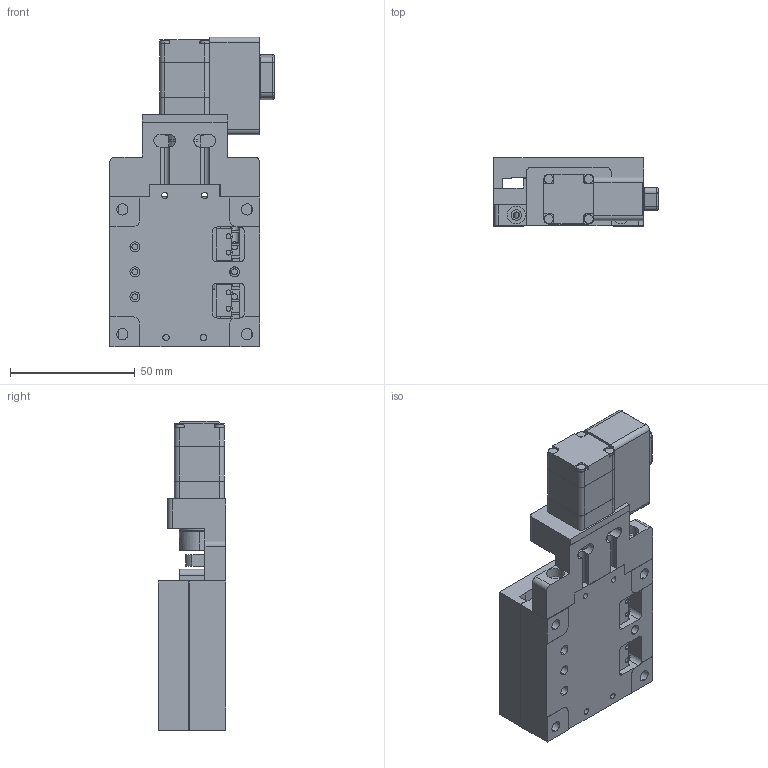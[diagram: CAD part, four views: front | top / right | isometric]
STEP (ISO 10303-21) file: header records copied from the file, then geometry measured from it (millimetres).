
FILE_DESCRIPTION (( 'STEP AP214' ), '1' );
FILE_NAME ('08MLS-025M.STEP', '2018-03-27T01:50:04', ( '' ), ( '' ), 'SwSTEP 2.0', 'SolidWorks 2016', '' );
FILE_SCHEMA (( 'AUTOMOTIVE_DESIGN' ));
Length unit declared in the file: millimetre
Products named in the file (1): 08MLS-025M
Bounding box: 65.83 x 27.2 x 124 mm (x, y, z)
Surface area: 43028.2 mm2 (no closed solid volume)
Topology: 0 solids, 44 shells, 585 faces, 2132 edges, 1551 vertices
Faces by surface type: cylinder 311, plane 222, cone 36, torus 16
Entity records: 30898 total; most frequent: CARTESIAN_POINT 5930, DIRECTION 4009, ORIENTED_EDGE 3401, EDGE_CURVE 2132, VERTEX_POINT 1551, AXIS2_PLACEMENT_3D 1431, VECTOR 1147, LINE 1147
